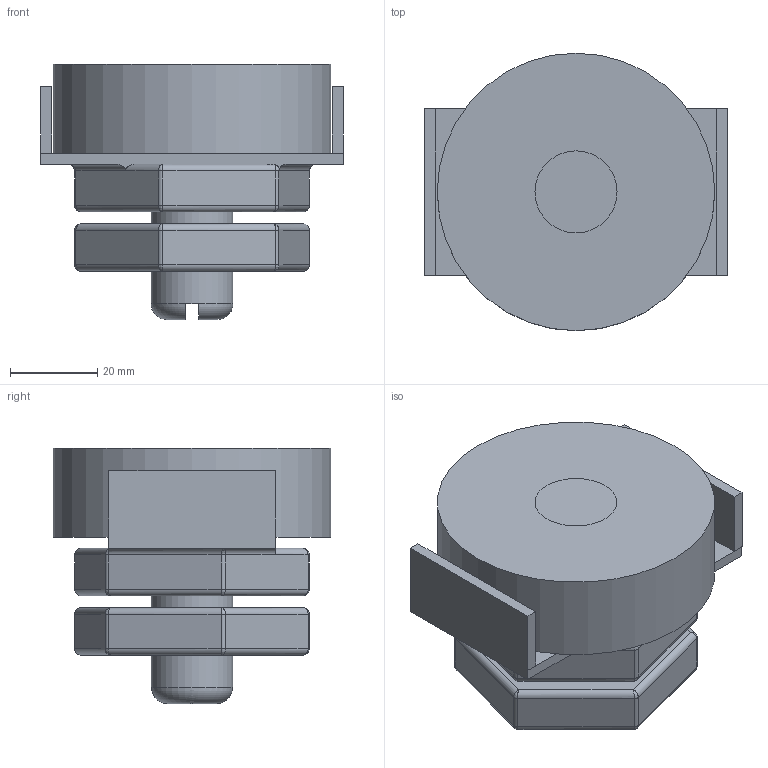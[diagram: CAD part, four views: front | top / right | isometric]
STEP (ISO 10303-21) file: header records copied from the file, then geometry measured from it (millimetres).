
FILE_DESCRIPTION(/* description */ (''),/* implementation_level */ '2;1');
FILE_NAME(/* name */ 'PBL Magnet (PBL-100-0007-00).step',/* time_stamp */ '2024-04-05T16:39:32-04:00',/* author */ (''),/* organization */ (''),/* preprocessor_version */ 'ST-DEVELOPER v20',/* originating_system */ 'Autodesk Translation Framework v12.20.1.177',/* authorisation */ '');
FILE_SCHEMA (('AUTOMOTIVE_DESIGN { 1 0 10303 214 3 1 1 }'));
Length unit declared in the file: inch
Products named in the file (1): PBL Magnet (PBL-100-0007-00)
Bounding box: 69.34 x 63.5 x 58.42 mm (x, y, z)
Volume: 122201.3 mm3; surface area: 31945 mm2
Topology: 4 solids, 4 shells, 113 faces, 259 edges, 134 vertices
Faces by surface type: cylinder 44, plane 44, bspline 24, torus 1
Full cylindrical faces by diameter (mm): 18.758 x3, 18.796 x2, 63.5 x1
Entity records: 3565 total; most frequent: CARTESIAN_POINT 1147, DIRECTION 505, ORIENTED_EDGE 474, EDGE_CURVE 237, AXIS2_PLACEMENT_3D 186, VERTEX_POINT 134, LINE 133, VECTOR 133
